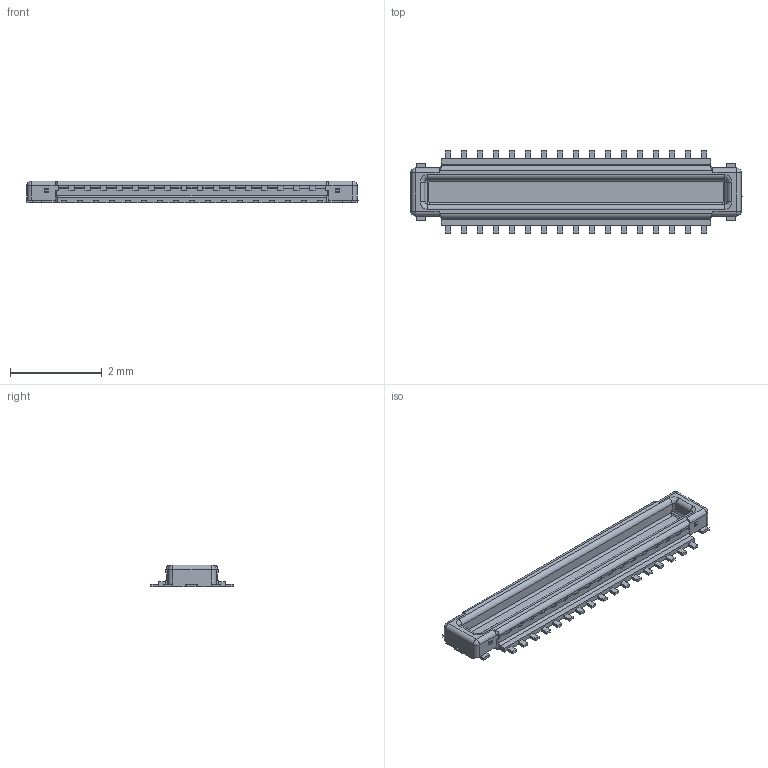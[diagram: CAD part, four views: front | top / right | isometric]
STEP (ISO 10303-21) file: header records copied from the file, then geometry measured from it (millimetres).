
FILE_DESCRIPTION((''),'2;1');
FILE_NAME('B09P_34PIN_20240426','2024-04-27T02:58:33',('eng801'),(''),'CREO PARAMETRIC BY PTC INC, 2019010','CREO PARAMETRIC BY PTC INC, 2019010','');
FILE_SCHEMA(('CONFIG_CONTROL_DESIGN'));
Length unit declared in the file: millimetre
Products named in the file (1): B09P_34PIN_20240426
Bounding box: 7.25 x 1.8 x 0.48 mm (x, y, z)
Volume: 2.6 mm3; surface area: 34.3 mm2
Topology: 1 solids, 1 shells, 551 faces, 1728 edges, 1180 vertices
Faces by surface type: plane 423, cylinder 92, bspline 24, torus 8, sphere 4
Entity records: 19247 total; most frequent: CARTESIAN_POINT 4024, ORIENTED_EDGE 3112, DIRECTION 2972, EDGE_CURVE 1556, VECTOR 1488, LINE 1488, VERTEX_POINT 1012, AXIS2_PLACEMENT_3D 742
